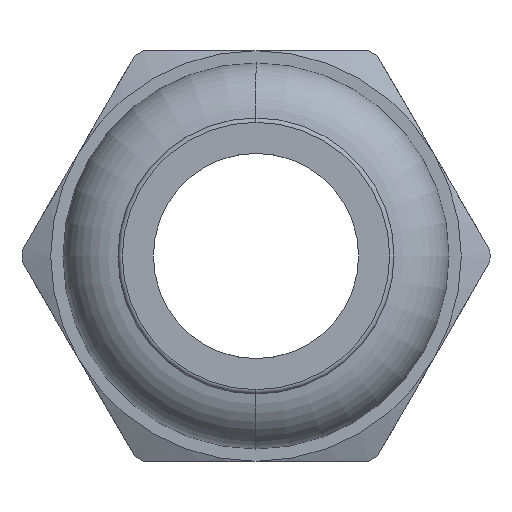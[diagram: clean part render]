
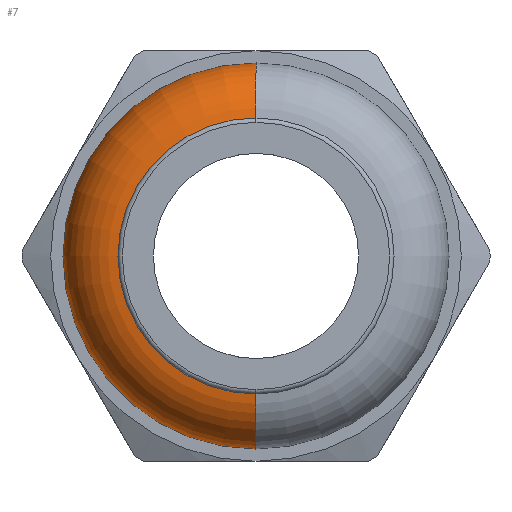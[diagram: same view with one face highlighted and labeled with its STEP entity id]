
A CAD part, left-side view. The second image highlights one B-rep face of the part: STEP entity #7.
In plain terms, the highlighted toroidal (fillet/blend) face has major radius 7.646 mm and minor radius 3.581 mm.
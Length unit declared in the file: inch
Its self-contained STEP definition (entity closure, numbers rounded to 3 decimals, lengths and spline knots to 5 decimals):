
#7 = ADVANCED_FACE ( 'NONE', ( #1120 ), #1119, .T. ) ;
#255 = EDGE_LOOP ( 'NONE', ( #283, #287, #290, #268 ) ) ;
#268 = ORIENTED_EDGE ( 'NONE', *, *, #269, .F. ) ;
#269 = EDGE_CURVE ( 'NONE', #286, #292, #1449, .T. ) ;
#283 = ORIENTED_EDGE ( 'NONE', *, *, #284, .F. ) ;
#284 = EDGE_CURVE ( 'NONE', #285, #286, #1484, .T. ) ;
#285 = VERTEX_POINT ( 'NONE', #1479 ) ;
#286 = VERTEX_POINT ( 'NONE', #1478 ) ;
#287 = ORIENTED_EDGE ( 'NONE', *, *, #288, .T. ) ;
#288 = EDGE_CURVE ( 'NONE', #285, #289, #1477, .T. ) ;
#289 = VERTEX_POINT ( 'NONE', #1472 ) ;
#290 = ORIENTED_EDGE ( 'NONE', *, *, #291, .F. ) ;
#291 = EDGE_CURVE ( 'NONE', #292, #289, #1471, .T. ) ;
#292 = VERTEX_POINT ( 'NONE', #1466 ) ;
#1114 = DIRECTION ( 'NONE',  ( 0., 0., 1. ) ) ;
#1115 = DIRECTION ( 'NONE',  ( -1., 0., 0. ) ) ;
#1116 = CARTESIAN_POINT ( 'NONE',  ( -0.4498, 0., 0. ) ) ;
#1117 = AXIS2_PLACEMENT_3D ( 'NONE', #1116, #1115, #1114 ) ;
#1119 = TOROIDAL_SURFACE ( 'NONE', #1117, 0.30104, 0.141 ) ;
#1120 = FACE_OUTER_BOUND ( 'NONE', #255, .T. ) ;
#1445 = DIRECTION ( 'NONE',  ( 0., 0., -1. ) ) ;
#1446 = DIRECTION ( 'NONE',  ( 0., -1., 0. ) ) ;
#1447 = CARTESIAN_POINT ( 'NONE',  ( -0.4498, 0., 0.30104 ) ) ;
#1448 = AXIS2_PLACEMENT_3D ( 'NONE', #1447, #1446, #1445 ) ;
#1449 = CIRCLE ( 'NONE', #1448, 0.141 ) ;
#1466 = CARTESIAN_POINT ( 'NONE',  ( -0.59, 0., 0.316 ) ) ;
#1467 = DIRECTION ( 'NONE',  ( 0., 0., 1. ) ) ;
#1468 = DIRECTION ( 'NONE',  ( -1., 0., 0. ) ) ;
#1469 = CARTESIAN_POINT ( 'NONE',  ( -0.59, 0., 0. ) ) ;
#1470 = AXIS2_PLACEMENT_3D ( 'NONE', #1469, #1468, #1467 ) ;
#1471 = CIRCLE ( 'NONE', #1470, 0.316 ) ;
#1472 = CARTESIAN_POINT ( 'NONE',  ( -0.59, 0., -0.316 ) ) ;
#1473 = DIRECTION ( 'NONE',  ( 0., 0., 1. ) ) ;
#1474 = DIRECTION ( 'NONE',  ( 0., 1., 0. ) ) ;
#1475 = CARTESIAN_POINT ( 'NONE',  ( -0.4498, 0., -0.30104 ) ) ;
#1476 = AXIS2_PLACEMENT_3D ( 'NONE', #1475, #1474, #1473 ) ;
#1477 = CIRCLE ( 'NONE', #1476, 0.141 ) ;
#1478 = CARTESIAN_POINT ( 'NONE',  ( -0.4498, 0., 0.44203 ) ) ;
#1479 = CARTESIAN_POINT ( 'NONE',  ( -0.4498, 0., -0.44203 ) ) ;
#1480 = DIRECTION ( 'NONE',  ( 0., 0., 1. ) ) ;
#1481 = DIRECTION ( 'NONE',  ( 1., 0., 0. ) ) ;
#1482 = CARTESIAN_POINT ( 'NONE',  ( -0.4498, 0., 0. ) ) ;
#1483 = AXIS2_PLACEMENT_3D ( 'NONE', #1482, #1481, #1480 ) ;
#1484 = CIRCLE ( 'NONE', #1483, 0.44203 ) ;
